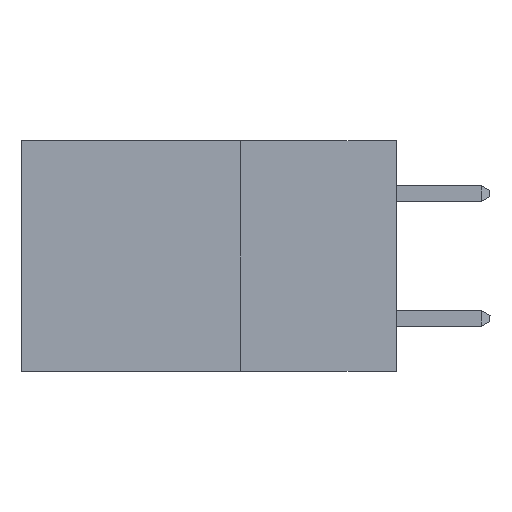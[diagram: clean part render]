
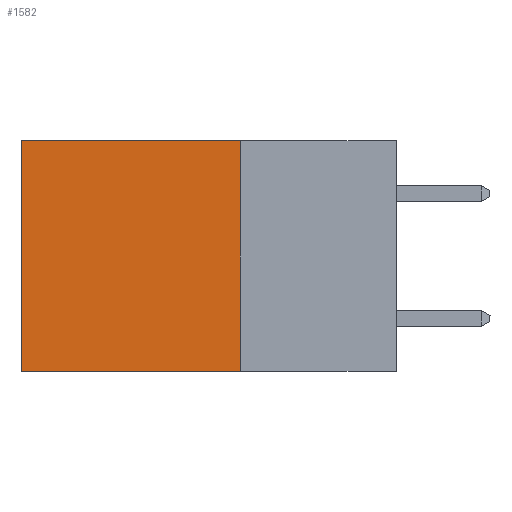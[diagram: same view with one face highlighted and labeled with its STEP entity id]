
A CAD part, left-side view. The second image highlights one B-rep face of the part: STEP entity #1582.
In plain terms, the highlighted planar face has unit normal (-1, 0, 0).
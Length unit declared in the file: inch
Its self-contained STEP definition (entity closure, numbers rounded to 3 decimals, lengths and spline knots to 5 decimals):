
#288 = VECTOR ( 'NONE', #11004, 39.37008 ) ;
#638 = EDGE_CURVE ( 'NONE', #5803, #7311, #3306, .T. ) ;
#705 = CARTESIAN_POINT ( 'NONE',  ( 0.2615, 0.6, -0.37 ) ) ;
#978 = FACE_OUTER_BOUND ( 'NONE', #8436, .T. ) ;
#1523 = LINE ( 'NONE', #5232, #7239 ) ;
#1582 = ADVANCED_FACE ( 'NONE', ( #978 ), #3920, .F. ) ;
#1787 = LINE ( 'NONE', #2632, #12530 ) ;
#1931 = ORIENTED_EDGE ( 'NONE', *, *, #7241, .T. ) ;
#2607 = CARTESIAN_POINT ( 'NONE',  ( 0.2615, 0.6, 0. ) ) ;
#2632 = CARTESIAN_POINT ( 'NONE',  ( 0.2615, 0.25, 0. ) ) ;
#2671 = DIRECTION ( 'NONE',  ( 0., 0., -1. ) ) ;
#2770 = DIRECTION ( 'NONE',  ( 1., 0., 0. ) ) ;
#2805 = DIRECTION ( 'NONE',  ( 0., 1., 0. ) ) ;
#3306 = LINE ( 'NONE', #11616, #6374 ) ;
#3373 = LINE ( 'NONE', #11094, #288 ) ;
#3387 = CARTESIAN_POINT ( 'NONE',  ( 0.2615, 0.25, -0.37 ) ) ;
#3920 = PLANE ( 'NONE',  #10952 ) ;
#4501 = ORIENTED_EDGE ( 'NONE', *, *, #7853, .T. ) ;
#5185 = DIRECTION ( 'NONE',  ( 0., 0., -1. ) ) ;
#5232 = CARTESIAN_POINT ( 'NONE',  ( 0.2615, 0.25, -0.37 ) ) ;
#5400 = CARTESIAN_POINT ( 'NONE',  ( 0.2615, 0.25, 0. ) ) ;
#5403 = CARTESIAN_POINT ( 'NONE',  ( 0.2615, 0.25, -0.37 ) ) ;
#5803 = VERTEX_POINT ( 'NONE', #5403 ) ;
#6374 = VECTOR ( 'NONE', #7375, 39.37008 ) ;
#7239 = VECTOR ( 'NONE', #5185, 39.37008 ) ;
#7241 = EDGE_CURVE ( 'NONE', #12087, #10605, #1787, .T. ) ;
#7245 = ORIENTED_EDGE ( 'NONE', *, *, #638, .F. ) ;
#7311 = VERTEX_POINT ( 'NONE', #705 ) ;
#7375 = DIRECTION ( 'NONE',  ( 0., 1., 0. ) ) ;
#7853 = EDGE_CURVE ( 'NONE', #10605, #7311, #3373, .T. ) ;
#8436 = EDGE_LOOP ( 'NONE', ( #4501, #7245, #9987, #1931 ) ) ;
#9987 = ORIENTED_EDGE ( 'NONE', *, *, #12104, .F. ) ;
#10605 = VERTEX_POINT ( 'NONE', #2607 ) ;
#10952 = AXIS2_PLACEMENT_3D ( 'NONE', #3387, #2770, #2671 ) ;
#11004 = DIRECTION ( 'NONE',  ( 0., 0., -1. ) ) ;
#11094 = CARTESIAN_POINT ( 'NONE',  ( 0.2615, 0.6, -0.37 ) ) ;
#11616 = CARTESIAN_POINT ( 'NONE',  ( 0.2615, 0.25, -0.37 ) ) ;
#12087 = VERTEX_POINT ( 'NONE', #5400 ) ;
#12104 = EDGE_CURVE ( 'NONE', #12087, #5803, #1523, .T. ) ;
#12530 = VECTOR ( 'NONE', #2805, 39.37008 ) ;
